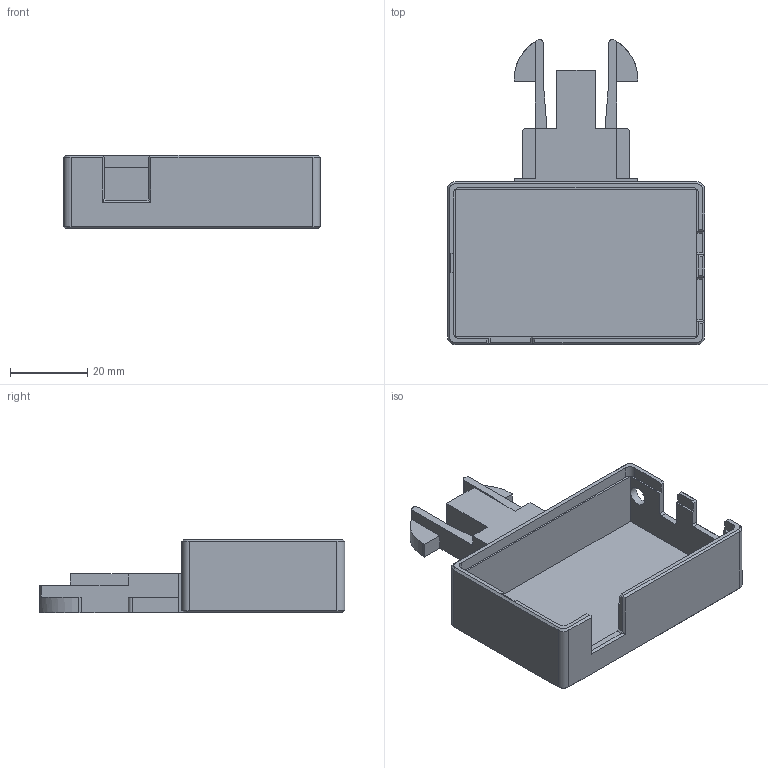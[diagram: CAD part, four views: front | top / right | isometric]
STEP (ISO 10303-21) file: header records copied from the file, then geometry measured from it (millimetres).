
FILE_DESCRIPTION(/* description */ (''),/* implementation_level */ '2;1');
FILE_NAME(/* name */ 'CASE_meowCarrier_503759_GoPro_AUX.step',/* time_stamp */ '2024-05-27T12:45:03-07:00',/* author */ (''),/* organization */ (''),/* preprocessor_version */ 'ST-DEVELOPER v20',/* originating_system */ 'Autodesk Translation Framework v12.20.1.177',/* authorisation */ '');
FILE_SCHEMA (('AUTOMOTIVE_DESIGN { 1 0 10303 214 3 1 1 }'));
Length unit declared in the file: millimetre
Products named in the file (1): meowCarrier
Bounding box: 66.5 x 78.97 x 18.9 mm (x, y, z)
Volume: 16374.4 mm3; surface area: 15375 mm2
Topology: 1 solids, 1 shells, 132 faces, 356 edges, 226 vertices
Faces by surface type: plane 109, cylinder 15, cone 8
Full cylindrical faces by diameter (mm): 5 x1
Entity records: 4074 total; most frequent: CARTESIAN_POINT 715, ORIENTED_EDGE 712, DIRECTION 662, EDGE_CURVE 356, LINE 316, VECTOR 316, VERTEX_POINT 226, AXIS2_PLACEMENT_3D 173
